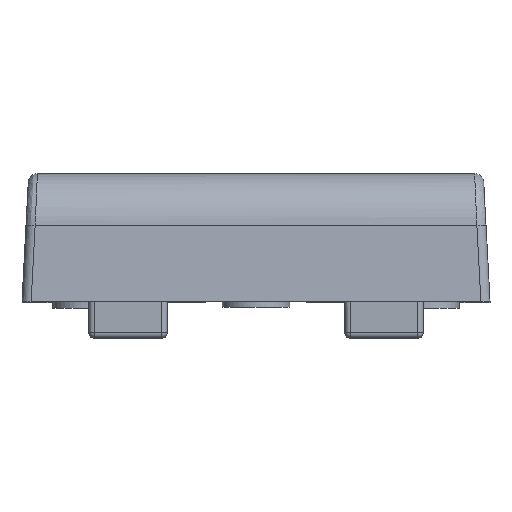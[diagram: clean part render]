
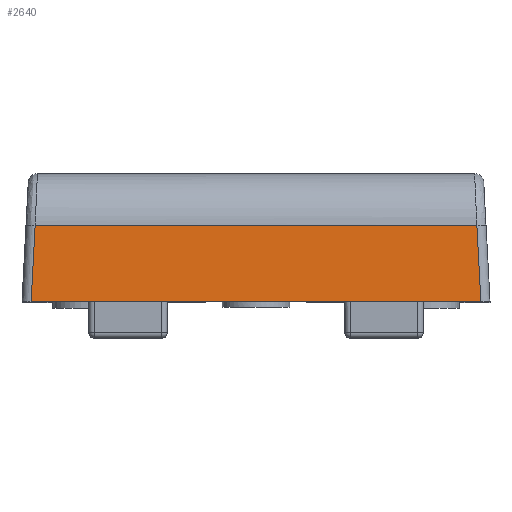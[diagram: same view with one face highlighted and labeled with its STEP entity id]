
A CAD part, top view. The second image highlights one B-rep face of the part: STEP entity #2640.
In plain terms, the highlighted planar face has unit normal (0, 0.052, 0.999).
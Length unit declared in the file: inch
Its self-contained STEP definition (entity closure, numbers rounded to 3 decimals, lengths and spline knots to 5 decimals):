
#258=FACE_OUTER_BOUND('',#411,.T.);
#411=EDGE_LOOP('',(#1791,#1792,#1793,#1794));
#568=LINE('',#4191,#820);
#578=LINE('',#4525,#830);
#579=LINE('',#4527,#831);
#580=LINE('',#4528,#832);
#820=VECTOR('',#3106,0.95065);
#830=VECTOR('',#3146,0.16411);
#831=VECTOR('',#3147,0.9678);
#832=VECTOR('',#3148,0.16411);
#1078=VERTEX_POINT('',#4143);
#1079=VERTEX_POINT('',#4190);
#1096=VERTEX_POINT('',#4524);
#1097=VERTEX_POINT('',#4526);
#1344=EDGE_CURVE('',#1078,#1079,#568,.T.);
#1368=EDGE_CURVE('',#1078,#1096,#578,.T.);
#1369=EDGE_CURVE('',#1096,#1097,#579,.T.);
#1370=EDGE_CURVE('',#1097,#1079,#580,.T.);
#1791=ORIENTED_EDGE('',*,*,#1344,.F.);
#1792=ORIENTED_EDGE('',*,*,#1368,.T.);
#1793=ORIENTED_EDGE('',*,*,#1369,.T.);
#1794=ORIENTED_EDGE('',*,*,#1370,.T.);
#2551=PLANE('',#2824);
#2640=ADVANCED_FACE('',(#258),#2551,.T.);
#2824=AXIS2_PLACEMENT_3D('',#4523,#3144,#3145);
#3106=DIRECTION('',(1.,0.,0.));
#3144=DIRECTION('center_axis',(0.,0.052,0.999));
#3145=DIRECTION('ref_axis',(1.,0.,0.));
#3146=DIRECTION('',(-0.052,-0.997,0.052));
#3147=DIRECTION('',(1.,0.,0.));
#3148=DIRECTION('',(-0.052,0.997,-0.052));
#4143=CARTESIAN_POINT('',(-0.47532,0.16366,0.61506));
#4190=CARTESIAN_POINT('',(0.47532,0.16366,0.61506));
#4191=CARTESIAN_POINT('',(-0.47532,0.16366,0.61506));
#4523=CARTESIAN_POINT('Origin',(-0.51181,0.27559,0.60919));
#4524=CARTESIAN_POINT('',(-0.4839,0.,0.62364));
#4525=CARTESIAN_POINT('',(-0.47532,0.16366,0.61506));
#4526=CARTESIAN_POINT('',(0.4839,0.,0.62364));
#4527=CARTESIAN_POINT('',(-0.4839,0.,0.62364));
#4528=CARTESIAN_POINT('',(0.4839,0.,0.62364));
